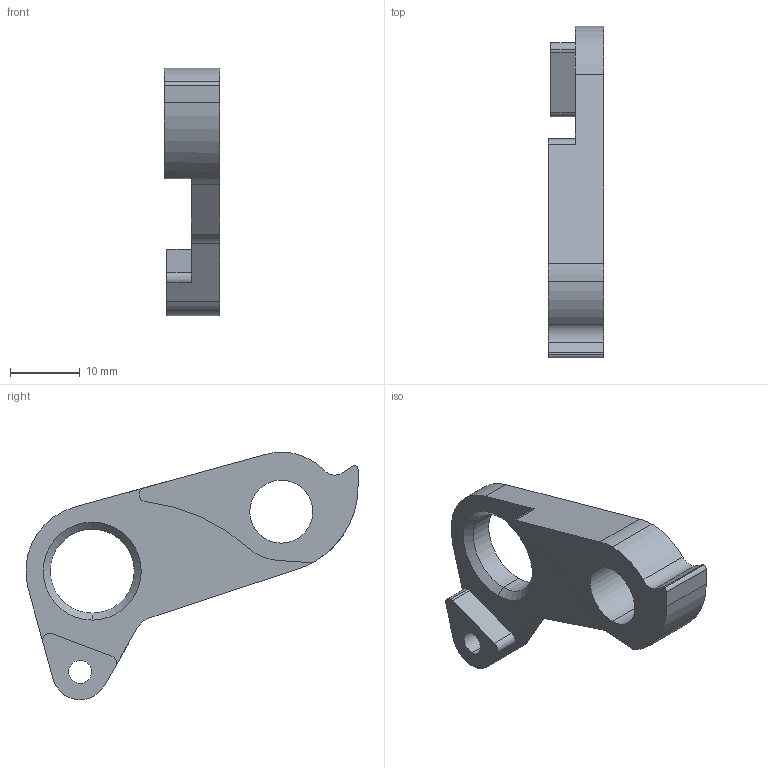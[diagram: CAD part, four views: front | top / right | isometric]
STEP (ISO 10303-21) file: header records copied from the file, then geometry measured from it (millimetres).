
FILE_DESCRIPTION (( 'STEP AP214' ), '1' );
FILE_NAME ('patte_RCX.STEP', '2021-02-16T21:23:18', ( '' ), ( '' ), 'SwSTEP 2.0', 'SolidWorks 2019', '' );
FILE_SCHEMA (( 'AUTOMOTIVE_DESIGN' ));
Length unit declared in the file: millimetre
Products named in the file (1): patte_RCX
Bounding box: 8 x 47.45 x 35.39 mm (x, y, z)
Volume: 3919.6 mm3; surface area: 2767.2 mm2
Topology: 1 solids, 1 shells, 40 faces, 108 edges, 70 vertices
Faces by surface type: cylinder 22, plane 12, cone 6
Entity records: 1365 total; most frequent: DIRECTION 241, CARTESIAN_POINT 219, ORIENTED_EDGE 216, EDGE_CURVE 108, AXIS2_PLACEMENT_3D 92, VERTEX_POINT 70, LINE 57, VECTOR 57
